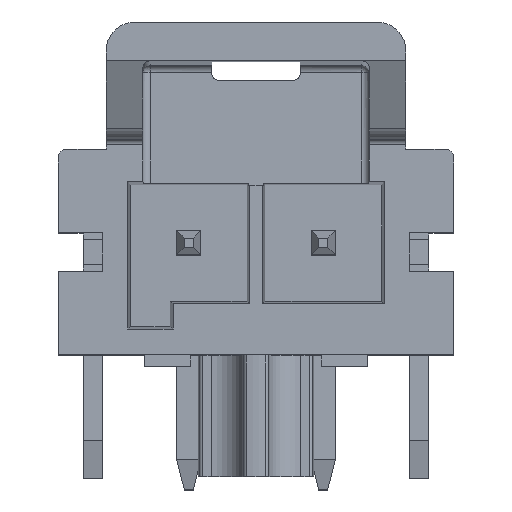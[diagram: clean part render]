
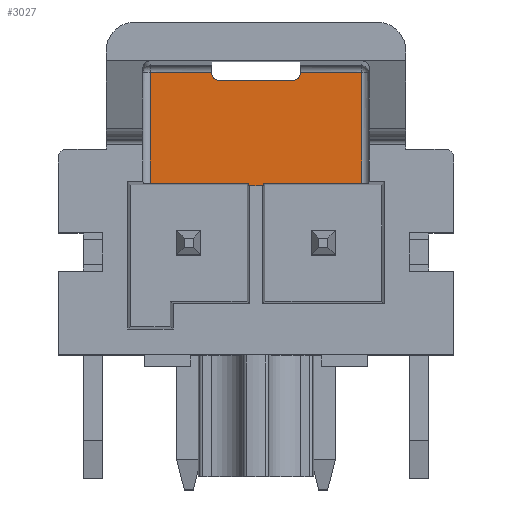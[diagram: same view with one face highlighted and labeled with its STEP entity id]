
A CAD part, top view. The second image highlights one B-rep face of the part: STEP entity #3027.
In plain terms, the highlighted planar face has unit normal (0, 0, 1).
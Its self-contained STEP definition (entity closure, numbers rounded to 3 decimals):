
#32 = ORIENTED_EDGE ( 'NONE', *, *, #1140, .T. ) ;
#108 = EDGE_LOOP ( 'NONE', ( #32, #505, #5275, #1500, #4682, #2606, #113, #470, #3773, #4979, #4978, #619 ) ) ;
#113 = ORIENTED_EDGE ( 'NONE', *, *, #503, .T. ) ;
#157 = CARTESIAN_POINT ( 'NONE',  ( 0.743, 7.45, 9.26 ) ) ;
#193 = CARTESIAN_POINT ( 'NONE',  ( 3.968, 7.648, 9.26 ) ) ;
#194 = B_SPLINE_CURVE_WITH_KNOTS ( 'NONE', 3,
 ( #3405, #277, #5263, #2946, #2585, #1219 ),
 .UNSPECIFIED., .F., .F.,
 ( 4, 2, 4 ),
 ( 0., 0.5, 1. ),
 .UNSPECIFIED. ) ;
#216 = LINE ( 'NONE', #1211, #3347 ) ;
#277 = CARTESIAN_POINT ( 'NONE',  ( 2.905, 7.598, 9.26 ) ) ;
#383 = EDGE_CURVE ( 'NONE', #2083, #3778, #2575, .T. ) ;
#470 = ORIENTED_EDGE ( 'NONE', *, *, #2953, .T. ) ;
#494 = EDGE_CURVE ( 'NONE', #1918, #1768, #1122, .T. ) ;
#503 = EDGE_CURVE ( 'NONE', #895, #1807, #2043, .T. ) ;
#505 = ORIENTED_EDGE ( 'NONE', *, *, #383, .T. ) ;
#542 = CARTESIAN_POINT ( 'NONE',  ( 0.617, 7.545, 9.26 ) ) ;
#567 = EDGE_CURVE ( 'NONE', #1768, #3577, #194, .T. ) ;
#619 = ORIENTED_EDGE ( 'NONE', *, *, #4539, .T. ) ;
#701 = LINE ( 'NONE', #1611, #3733 ) ;
#725 = CARTESIAN_POINT ( 'NONE',  ( 4.5, 4.777, 9.26 ) ) ;
#755 = DIRECTION ( 'NONE',  ( 0., -1., 0. ) ) ;
#777 = CARTESIAN_POINT ( 'NONE',  ( 4.5, 4.777, 9.26 ) ) ;
#787 = VECTOR ( 'NONE', #1689, 1000. ) ;
#895 = VERTEX_POINT ( 'NONE', #4047 ) ;
#984 = DIRECTION ( 'NONE',  ( 1., 0., 0. ) ) ;
#1122 = B_SPLINE_CURVE_WITH_KNOTS ( 'NONE', 3,
 ( #3899, #193, #3983, #4348 ),
 .UNSPECIFIED., .F., .F.,
 ( 4, 4 ),
 ( 0., 1. ),
 .UNSPECIFIED. ) ;
#1140 = EDGE_CURVE ( 'NONE', #3381, #2083, #5230, .T. ) ;
#1211 = CARTESIAN_POINT ( 'NONE',  ( -1., 7.648, 9.26 ) ) ;
#1219 = CARTESIAN_POINT ( 'NONE',  ( 2.705, 7.45, 9.26 ) ) ;
#1306 = CARTESIAN_POINT ( 'NONE',  ( 2.705, 7.45, 9.26 ) ) ;
#1446 = CARTESIAN_POINT ( 'NONE',  ( -1., 4.777, 9.26 ) ) ;
#1472 = DIRECTION ( 'NONE',  ( 0., 0., -1. ) ) ;
#1500 = ORIENTED_EDGE ( 'NONE', *, *, #1544, .T. ) ;
#1544 = EDGE_CURVE ( 'NONE', #3812, #4995, #3751, .T. ) ;
#1611 = CARTESIAN_POINT ( 'NONE',  ( 2.705, 7.45, 9.26 ) ) ;
#1665 = VERTEX_POINT ( 'NONE', #725 ) ;
#1689 = DIRECTION ( 'NONE',  ( 0., 1., 0. ) ) ;
#1768 = VERTEX_POINT ( 'NONE', #1985 ) ;
#1807 = VERTEX_POINT ( 'NONE', #2469 ) ;
#1837 = VERTEX_POINT ( 'NONE', #3320 ) ;
#1852 = EDGE_CURVE ( 'NONE', #1837, #4995, #3414, .T. ) ;
#1853 = EDGE_CURVE ( 'NONE', #1665, #1918, #3537, .T. ) ;
#1918 = VERTEX_POINT ( 'NONE', #5880 ) ;
#1985 = CARTESIAN_POINT ( 'NONE',  ( 2.905, 7.649, 9.26 ) ) ;
#2043 = LINE ( 'NONE', #3954, #3218 ) ;
#2083 = VERTEX_POINT ( 'NONE', #4534 ) ;
#2147 = DIRECTION ( 'NONE',  ( -1., 0., 0. ) ) ;
#2332 = CARTESIAN_POINT ( 'NONE',  ( -1., 7.648, 9.26 ) ) ;
#2337 = CARTESIAN_POINT ( 'NONE',  ( 0.795, 7.45, 9.26 ) ) ;
#2441 = CARTESIAN_POINT ( 'NONE',  ( -1.2, 4.704, 9.26 ) ) ;
#2469 = CARTESIAN_POINT ( 'NONE',  ( 1.943, 4.777, 9.26 ) ) ;
#2575 = B_SPLINE_CURVE_WITH_KNOTS ( 'NONE', 3,
 ( #4649, #5585, #3310, #2332 ),
 .UNSPECIFIED., .F., .F.,
 ( 4, 4 ),
 ( 0., 1. ),
 .UNSPECIFIED. ) ;
#2585 = CARTESIAN_POINT ( 'NONE',  ( 2.759, 7.45, 9.26 ) ) ;
#2606 = ORIENTED_EDGE ( 'NONE', *, *, #4458, .T. ) ;
#2946 = CARTESIAN_POINT ( 'NONE',  ( 2.81, 7.472, 9.26 ) ) ;
#2953 = EDGE_CURVE ( 'NONE', #1807, #1665, #5597, .T. ) ;
#3023 = DIRECTION ( 'NONE',  ( 0., 1., 0. ) ) ;
#3027 = ADVANCED_FACE ( 'NONE', ( #5243 ), #5635, .F. ) ;
#3218 = VECTOR ( 'NONE', #5809, 1000. ) ;
#3307 = CARTESIAN_POINT ( 'NONE',  ( 0.795, 7.45, 9.26 ) ) ;
#3310 = CARTESIAN_POINT ( 'NONE',  ( -0.468, 7.648, 9.26 ) ) ;
#3320 = CARTESIAN_POINT ( 'NONE',  ( 1.557, 4.704, 9.26 ) ) ;
#3347 = VECTOR ( 'NONE', #755, 1000. ) ;
#3366 = CARTESIAN_POINT ( 'NONE',  ( 0.595, 7.649, 9.26 ) ) ;
#3381 = VERTEX_POINT ( 'NONE', #2337 ) ;
#3405 = CARTESIAN_POINT ( 'NONE',  ( 2.905, 7.649, 9.26 ) ) ;
#3414 = LINE ( 'NONE', #4939, #3497 ) ;
#3487 = AXIS2_PLACEMENT_3D ( 'NONE', #2441, #1472, #5736 ) ;
#3497 = VECTOR ( 'NONE', #3023, 1000. ) ;
#3537 = LINE ( 'NONE', #777, #787 ) ;
#3577 = VERTEX_POINT ( 'NONE', #1306 ) ;
#3733 = VECTOR ( 'NONE', #2147, 1000. ) ;
#3751 = LINE ( 'NONE', #1446, #5507 ) ;
#3752 = LINE ( 'NONE', #5608, #4323 ) ;
#3773 = ORIENTED_EDGE ( 'NONE', *, *, #1853, .T. ) ;
#3778 = VERTEX_POINT ( 'NONE', #5096 ) ;
#3812 = VERTEX_POINT ( 'NONE', #4647 ) ;
#3899 = CARTESIAN_POINT ( 'NONE',  ( 4.5, 7.648, 9.26 ) ) ;
#3918 = DIRECTION ( 'NONE',  ( 1., 0., 0. ) ) ;
#3954 = CARTESIAN_POINT ( 'NONE',  ( 1.943, 4.704, 9.26 ) ) ;
#3983 = CARTESIAN_POINT ( 'NONE',  ( 3.437, 7.649, 9.26 ) ) ;
#4047 = CARTESIAN_POINT ( 'NONE',  ( 1.943, 4.704, 9.26 ) ) ;
#4189 = CARTESIAN_POINT ( 'NONE',  ( 1.557, 4.777, 9.26 ) ) ;
#4263 = CARTESIAN_POINT ( 'NONE',  ( 1.943, 4.777, 9.26 ) ) ;
#4311 = CARTESIAN_POINT ( 'NONE',  ( 0.595, 7.596, 9.26 ) ) ;
#4323 = VECTOR ( 'NONE', #3918, 1000. ) ;
#4348 = CARTESIAN_POINT ( 'NONE',  ( 2.905, 7.649, 9.26 ) ) ;
#4458 = EDGE_CURVE ( 'NONE', #1837, #895, #3752, .T. ) ;
#4520 = EDGE_CURVE ( 'NONE', #3778, #3812, #216, .T. ) ;
#4534 = CARTESIAN_POINT ( 'NONE',  ( 0.595, 7.649, 9.26 ) ) ;
#4539 = EDGE_CURVE ( 'NONE', #3577, #3381, #701, .T. ) ;
#4647 = CARTESIAN_POINT ( 'NONE',  ( -1., 4.777, 9.26 ) ) ;
#4649 = CARTESIAN_POINT ( 'NONE',  ( 0.595, 7.649, 9.26 ) ) ;
#4672 = DIRECTION ( 'NONE',  ( 1., 0., 0. ) ) ;
#4682 = ORIENTED_EDGE ( 'NONE', *, *, #1852, .F. ) ;
#4939 = CARTESIAN_POINT ( 'NONE',  ( 1.557, 4.704, 9.26 ) ) ;
#4978 = ORIENTED_EDGE ( 'NONE', *, *, #567, .T. ) ;
#4979 = ORIENTED_EDGE ( 'NONE', *, *, #494, .T. ) ;
#4995 = VERTEX_POINT ( 'NONE', #4189 ) ;
#5096 = CARTESIAN_POINT ( 'NONE',  ( -1., 7.648, 9.26 ) ) ;
#5134 = VECTOR ( 'NONE', #984, 1000. ) ;
#5160 = CARTESIAN_POINT ( 'NONE',  ( 0.69, 7.472, 9.26 ) ) ;
#5230 = B_SPLINE_CURVE_WITH_KNOTS ( 'NONE', 3,
 ( #3307, #157, #5160, #542, #4311, #3366 ),
 .UNSPECIFIED., .F., .F.,
 ( 4, 2, 4 ),
 ( 0., 0.5, 1. ),
 .UNSPECIFIED. ) ;
#5243 = FACE_OUTER_BOUND ( 'NONE', #108, .T. ) ;
#5263 = CARTESIAN_POINT ( 'NONE',  ( 2.883, 7.545, 9.26 ) ) ;
#5275 = ORIENTED_EDGE ( 'NONE', *, *, #4520, .T. ) ;
#5507 = VECTOR ( 'NONE', #4672, 1000. ) ;
#5585 = CARTESIAN_POINT ( 'NONE',  ( 0.063, 7.649, 9.26 ) ) ;
#5597 = LINE ( 'NONE', #4263, #5134 ) ;
#5608 = CARTESIAN_POINT ( 'NONE',  ( 1.557, 4.704, 9.26 ) ) ;
#5635 = PLANE ( 'NONE',  #3487 ) ;
#5736 = DIRECTION ( 'NONE',  ( 0., -1., 0. ) ) ;
#5809 = DIRECTION ( 'NONE',  ( 0., 1., 0. ) ) ;
#5880 = CARTESIAN_POINT ( 'NONE',  ( 4.5, 7.648, 9.26 ) ) ;
